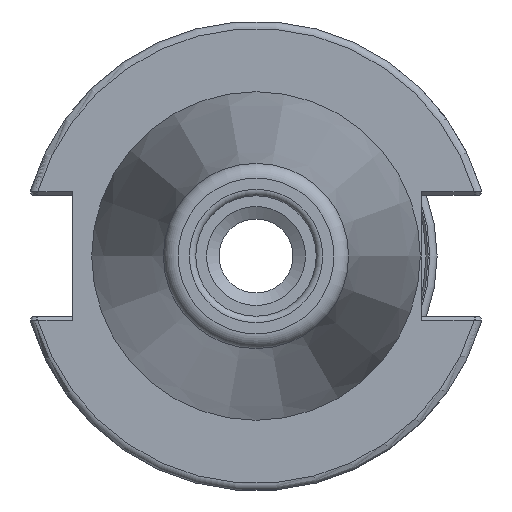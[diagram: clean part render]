
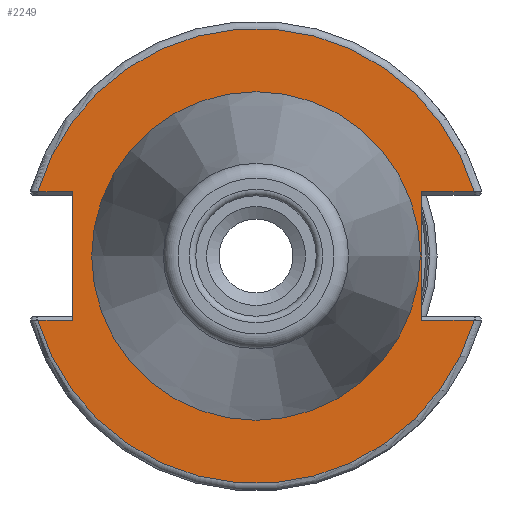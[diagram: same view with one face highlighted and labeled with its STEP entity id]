
A CAD part, left-side view. The second image highlights one B-rep face of the part: STEP entity #2249.
In plain terms, the highlighted planar face has unit normal (-1, 0, 0).
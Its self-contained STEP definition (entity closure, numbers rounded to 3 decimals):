
#37=FACE_BOUND('',#387,.T.);
#77=PLANE('',#2496);
#255=FACE_OUTER_BOUND('',#386,.T.);
#386=EDGE_LOOP('',(#1796,#1797,#1798,#1799,#1800,#1801,#1802,#1803));
#387=EDGE_LOOP('',(#1804,#1805));
#507=LINE('',#3718,#642);
#509=LINE('',#3786,#644);
#510=LINE('',#3788,#645);
#511=LINE('',#3792,#646);
#512=LINE('',#3794,#647);
#513=LINE('',#3795,#648);
#642=VECTOR('',#2953,10.);
#644=VECTOR('',#2971,10.);
#645=VECTOR('',#2972,10.);
#646=VECTOR('',#2975,10.);
#647=VECTOR('',#2976,10.);
#648=VECTOR('',#2977,10.);
#828=CIRCLE('',#2495,30.775);
#829=CIRCLE('',#2497,30.775);
#830=CIRCLE('',#2498,22.225);
#831=CIRCLE('',#2499,22.225);
#990=VERTEX_POINT('',#3711);
#993=VERTEX_POINT('',#3716);
#999=VERTEX_POINT('',#3764);
#1001=VERTEX_POINT('',#3785);
#1002=VERTEX_POINT('',#3787);
#1003=VERTEX_POINT('',#3789);
#1004=VERTEX_POINT('',#3791);
#1005=VERTEX_POINT('',#3793);
#1006=VERTEX_POINT('',#3796);
#1007=VERTEX_POINT('',#3797);
#1276=EDGE_CURVE('',#993,#990,#507,.T.);
#1286=EDGE_CURVE('',#990,#999,#828,.T.);
#1289=EDGE_CURVE('',#993,#1001,#509,.T.);
#1290=EDGE_CURVE('',#1002,#1001,#510,.T.);
#1291=EDGE_CURVE('',#1003,#1002,#829,.T.);
#1292=EDGE_CURVE('',#1004,#1003,#511,.T.);
#1293=EDGE_CURVE('',#1004,#1005,#512,.T.);
#1294=EDGE_CURVE('',#999,#1005,#513,.T.);
#1295=EDGE_CURVE('',#1006,#1007,#830,.T.);
#1296=EDGE_CURVE('',#1007,#1006,#831,.T.);
#1796=ORIENTED_EDGE('',*,*,#1276,.F.);
#1797=ORIENTED_EDGE('',*,*,#1289,.T.);
#1798=ORIENTED_EDGE('',*,*,#1290,.F.);
#1799=ORIENTED_EDGE('',*,*,#1291,.F.);
#1800=ORIENTED_EDGE('',*,*,#1292,.F.);
#1801=ORIENTED_EDGE('',*,*,#1293,.T.);
#1802=ORIENTED_EDGE('',*,*,#1294,.F.);
#1803=ORIENTED_EDGE('',*,*,#1286,.F.);
#1804=ORIENTED_EDGE('',*,*,#1295,.T.);
#1805=ORIENTED_EDGE('',*,*,#1296,.T.);
#2249=ADVANCED_FACE('',(#255,#37),#77,.T.);
#2495=AXIS2_PLACEMENT_3D('',#3765,#2967,#2968);
#2496=AXIS2_PLACEMENT_3D('',#3784,#2969,#2970);
#2497=AXIS2_PLACEMENT_3D('',#3790,#2973,#2974);
#2498=AXIS2_PLACEMENT_3D('',#3798,#2978,#2979);
#2499=AXIS2_PLACEMENT_3D('',#3799,#2980,#2981);
#2953=DIRECTION('',(0.,-1.,0.));
#2967=DIRECTION('center_axis',(1.,0.,0.));
#2968=DIRECTION('ref_axis',(0.,0.,-1.));
#2969=DIRECTION('center_axis',(-1.,0.,0.));
#2970=DIRECTION('ref_axis',(0.,0.,1.));
#2971=DIRECTION('',(0.,0.,1.));
#2972=DIRECTION('',(0.,1.,0.));
#2973=DIRECTION('center_axis',(1.,0.,0.));
#2974=DIRECTION('ref_axis',(0.,0.,-1.));
#2975=DIRECTION('',(0.,1.,0.));
#2976=DIRECTION('',(0.,0.,-1.));
#2977=DIRECTION('',(0.,-1.,0.));
#2978=DIRECTION('center_axis',(1.,0.,0.));
#2979=DIRECTION('ref_axis',(0.,0.,-1.));
#2980=DIRECTION('center_axis',(1.,0.,0.));
#2981=DIRECTION('ref_axis',(0.,0.,-1.));
#3711=CARTESIAN_POINT('',(3.175,-29.523,-8.69));
#3716=CARTESIAN_POINT('',(3.175,-22.41,-8.69));
#3718=CARTESIAN_POINT('',(3.175,-4.878,-8.69));
#3764=CARTESIAN_POINT('',(3.175,29.523,-8.69));
#3765=CARTESIAN_POINT('Origin',(3.175,0.,
0.));
#3784=CARTESIAN_POINT('Origin',(3.175,30.775,0.));
#3785=CARTESIAN_POINT('',(3.175,-22.41,8.69));
#3786=CARTESIAN_POINT('',(3.175,-22.41,-4.095));
#3787=CARTESIAN_POINT('',(3.175,-29.523,8.69));
#3788=CARTESIAN_POINT('',(3.175,4.182,8.69));
#3789=CARTESIAN_POINT('',(3.175,29.523,8.69));
#3790=CARTESIAN_POINT('Origin',(3.175,0.,
0.));
#3791=CARTESIAN_POINT('',(3.175,24.8,8.69));
#3792=CARTESIAN_POINT('',(3.175,32.958,8.69));
#3793=CARTESIAN_POINT('',(3.175,24.8,-8.69));
#3794=CARTESIAN_POINT('',(3.175,24.8,4.095));
#3795=CARTESIAN_POINT('',(3.175,27.788,-8.69));
#3796=CARTESIAN_POINT('',(3.175,22.225,0.));
#3797=CARTESIAN_POINT('',(3.175,-22.225,0.));
#3798=CARTESIAN_POINT('Origin',(3.175,0.,
0.));
#3799=CARTESIAN_POINT('Origin',(3.175,0.,
0.));
